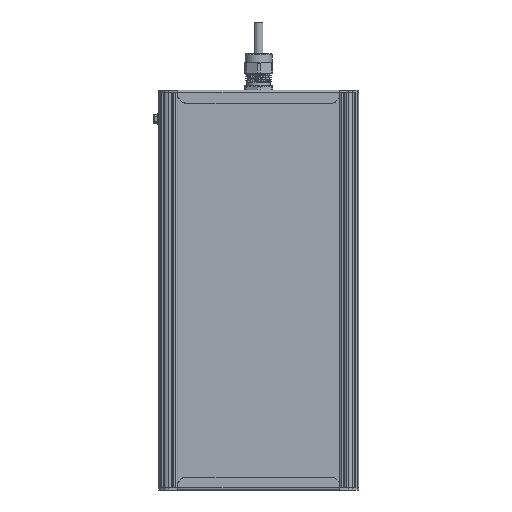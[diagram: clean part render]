
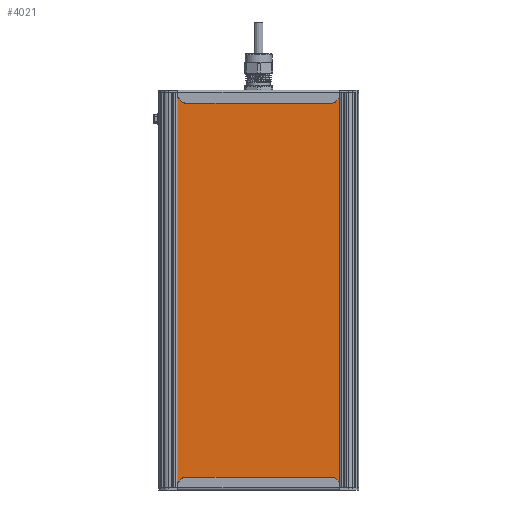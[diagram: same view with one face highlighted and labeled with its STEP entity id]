
A CAD part, front view. The second image highlights one B-rep face of the part: STEP entity #4021.
In plain terms, the highlighted face is planar.
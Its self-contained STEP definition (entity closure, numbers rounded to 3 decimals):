
#4021=ADVANCED_FACE('',(#8342),#8344,.T.);
#8342=FACE_BOUND('',#8343,.T.);
#8343=EDGE_LOOP('',(#40047,#40048,#40049,#40050));
#8344=PLANE('',#8345);
#8345=AXIS2_PLACEMENT_3D('',#8346,#8347,#8348);
#8346=CARTESIAN_POINT('',(2111.497,401.002,-34.582));
#8347=DIRECTION('',(0.,0.,-1.));
#8348=DIRECTION('',(0.,1.,0.));
#40047=ORIENTED_EDGE('',*,*,#46597,.F.);
#40048=ORIENTED_EDGE('',*,*,#46605,.F.);
#40049=ORIENTED_EDGE('',*,*,#46602,.T.);
#40050=ORIENTED_EDGE('',*,*,#46606,.F.);
#46597=EDGE_CURVE('',#51315,#51317,#51318,.T.);
#46602=EDGE_CURVE('',#51325,#51326,#51327,.T.);
#46605=EDGE_CURVE('',#51325,#51315,#51330,.T.);
#46606=EDGE_CURVE('',#51317,#51326,#51331,.T.);
#51315=VERTEX_POINT('',#61105);
#51317=VERTEX_POINT('',#61109);
#51318=LINE('',#61110,#61111);
#51325=VERTEX_POINT('',#61127);
#51326=VERTEX_POINT('',#61128);
#51327=LINE('',#61129,#61130);
#51330=LINE('',#61138,#61139);
#51331=LINE('',#61141,#61142);
#61105=CARTESIAN_POINT('',(2111.497,401.002,-34.582));
#61109=CARTESIAN_POINT('',(2482.497,401.002,-34.582));
#61110=CARTESIAN_POINT('',(2111.497,401.002,-34.582));
#61111=VECTOR('',#61112,1.);
#61112=DIRECTION('',(1.,0.,0.));
#61127=CARTESIAN_POINT('',(2111.497,565.13,-34.582));
#61128=CARTESIAN_POINT('',(2482.497,565.13,-34.582));
#61129=CARTESIAN_POINT('',(2111.497,565.13,-34.582));
#61130=VECTOR('',#61131,1.);
#61131=DIRECTION('',(1.,0.,0.));
#61138=CARTESIAN_POINT('',(2111.497,565.13,-34.582));
#61139=VECTOR('',#61140,1.);
#61140=DIRECTION('',(0.,-1.,0.));
#61141=CARTESIAN_POINT('',(2482.497,401.002,-34.582));
#61142=VECTOR('',#61143,1.);
#61143=DIRECTION('',(0.,1.,0.));
